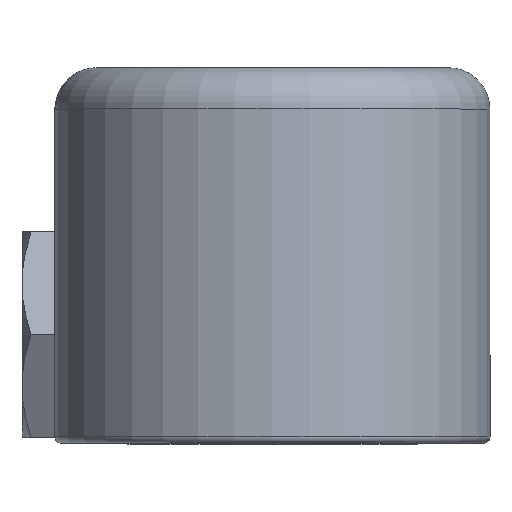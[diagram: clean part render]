
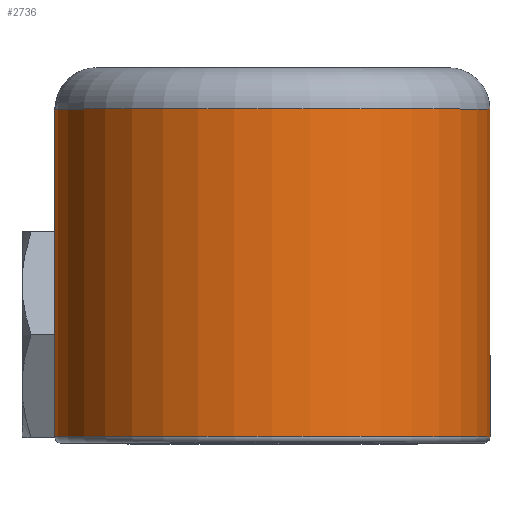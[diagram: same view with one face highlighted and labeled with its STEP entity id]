
A CAD part, top view. The second image highlights one B-rep face of the part: STEP entity #2736.
In plain terms, the highlighted cylindrical face has radius 25.4 mm (diameter 50.8 mm), a partial arc.
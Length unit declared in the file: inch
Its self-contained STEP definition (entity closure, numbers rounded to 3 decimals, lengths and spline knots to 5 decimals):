
#288=DIRECTION('',(0.,1.,0.));
#289=VECTOR('',#288,1.505);
#290=CARTESIAN_POINT('',(0.98453,0.03,-0.1752));
#291=LINE('',#290,#289);
#366=CARTESIAN_POINT('',(0.,0.03,0.));
#367=DIRECTION('',(0.,-1.,0.));
#368=DIRECTION('',(0.985,0.,-0.175));
#369=AXIS2_PLACEMENT_3D('',#366,#367,#368);
#946=CARTESIAN_POINT('',(0.,1.535,0.));
#947=DIRECTION('',(0.,1.,0.));
#948=DIRECTION('',(-0.985,0.,-0.175));
#949=AXIS2_PLACEMENT_3D('',#946,#947,#948);
#1077=DIRECTION('',(0.,1.,0.));
#1078=VECTOR('',#1077,1.505);
#1079=CARTESIAN_POINT('',(-0.98453,0.03,-0.1752));
#1080=LINE('',#1079,#1078);
#1634=CARTESIAN_POINT('',(-0.98453,1.535,-0.1752));
#1635=CARTESIAN_POINT('',(0.98453,1.535,-0.1752));
#1636=VERTEX_POINT('',#1634);
#1637=VERTEX_POINT('',#1635);
#1658=CARTESIAN_POINT('',(-0.98453,0.03,-0.1752));
#1659=VERTEX_POINT('',#1658);
#1662=CARTESIAN_POINT('',(0.98453,0.03,-0.1752));
#1663=VERTEX_POINT('',#1662);
#2725=CARTESIAN_POINT('',(0.,0.,0.));
#2726=DIRECTION('',(0.,1.,0.));
#2727=DIRECTION('',(-1.,0.,0.));
#2728=AXIS2_PLACEMENT_3D('',#2725,#2726,#2727);
#2729=CYLINDRICAL_SURFACE('',#2728,1.);
#2730=ORIENTED_EDGE('',*,*,#2048,.T.);
#2731=ORIENTED_EDGE('',*,*,#2708,.T.);
#2732=ORIENTED_EDGE('',*,*,#2634,.T.);
#2733=ORIENTED_EDGE('',*,*,#1971,.F.);
#2734=EDGE_LOOP('',(#2730,#2731,#2732,#2733));
#2735=FACE_OUTER_BOUND('',#2734,.F.);
#370=CIRCLE('',#369,1.);
#950=CIRCLE('',#949,1.);
#1971=EDGE_CURVE('',#1663,#1637,#291,.T.);
#2048=EDGE_CURVE('',#1663,#1659,#370,.T.);
#2634=EDGE_CURVE('',#1636,#1637,#950,.T.);
#2708=EDGE_CURVE('',#1659,#1636,#1080,.T.);
#2736=ADVANCED_FACE('',(#2735),#2729,.T.);
